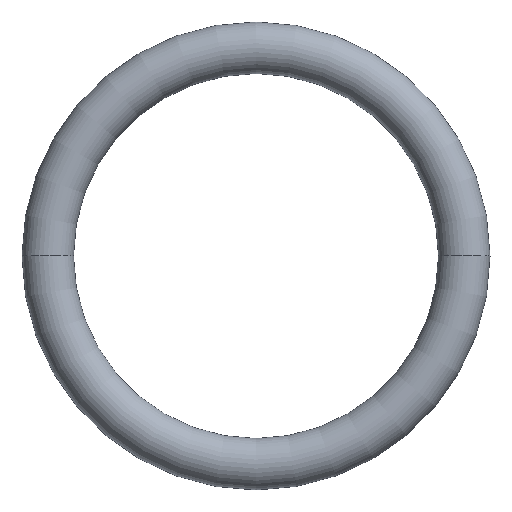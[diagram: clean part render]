
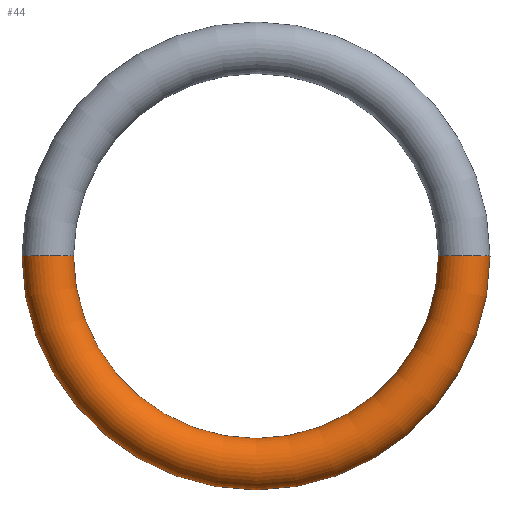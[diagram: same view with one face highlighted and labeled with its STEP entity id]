
A CAD part, top view. The second image highlights one B-rep face of the part: STEP entity #44.
In plain terms, the highlighted toroidal (fillet/blend) face has major radius 14.262 mm and minor radius 1.765 mm.
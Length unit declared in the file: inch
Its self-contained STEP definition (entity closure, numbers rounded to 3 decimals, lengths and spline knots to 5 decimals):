
#44 = ADVANCED_FACE ( 'NONE', ( #165 ), #187, .T. ) ;
#55 = EDGE_CURVE ( 'NONE', #137, #138, #192, .T. ) ;
#57 = AXIS2_PLACEMENT_3D ( 'NONE', #98, #130, #129 ) ;
#59 = EDGE_CURVE ( 'NONE', #139, #141, #163, .T. ) ;
#63 = AXIS2_PLACEMENT_3D ( 'NONE', #125, #124, #128 ) ;
#64 = EDGE_CURVE ( 'NONE', #138, #141, #164, .T. ) ;
#65 = AXIS2_PLACEMENT_3D ( 'NONE', #114, #103, #102 ) ;
#72 = AXIS2_PLACEMENT_3D ( 'NONE', #140, #127, #94 ) ;
#74 = AXIS2_PLACEMENT_3D ( 'NONE', #136, #135, #133 ) ;
#77 = EDGE_CURVE ( 'NONE', #137, #139, #194, .T. ) ;
#94 = DIRECTION ( 'NONE',  ( 1., 0., 0. ) ) ;
#98 = CARTESIAN_POINT ( 'NONE',  ( -0.5615, 0., 0. ) ) ;
#100 = CARTESIAN_POINT ( 'NONE',  ( 0.492, 0., 0. ) ) ;
#101 = CARTESIAN_POINT ( 'NONE',  ( 0.631, 0., 0. ) ) ;
#102 = DIRECTION ( 'NONE',  ( 1., 0., 0. ) ) ;
#103 = DIRECTION ( 'NONE',  ( 0., 0., 1. ) ) ;
#104 = CARTESIAN_POINT ( 'NONE',  ( -0.492, 0., 0. ) ) ;
#105 = CARTESIAN_POINT ( 'NONE',  ( -0.631, 0., 0. ) ) ;
#114 = CARTESIAN_POINT ( 'NONE',  ( 0., 0., 0. ) ) ;
#124 = DIRECTION ( 'NONE',  ( 0., 0., 1. ) ) ;
#125 = CARTESIAN_POINT ( 'NONE',  ( 0., 0., 0. ) ) ;
#127 = DIRECTION ( 'NONE',  ( 0., 0., 1. ) ) ;
#128 = DIRECTION ( 'NONE',  ( 1., 0., 0. ) ) ;
#129 = DIRECTION ( 'NONE',  ( -1., 0., 0. ) ) ;
#130 = DIRECTION ( 'NONE',  ( 0., 1., 0. ) ) ;
#133 = DIRECTION ( 'NONE',  ( 0., 0., -1. ) ) ;
#135 = DIRECTION ( 'NONE',  ( 0., -1., 0. ) ) ;
#136 = CARTESIAN_POINT ( 'NONE',  ( 0.5615, 0., 0. ) ) ;
#137 = VERTEX_POINT ( 'NONE', #105 ) ;
#138 = VERTEX_POINT ( 'NONE', #104 ) ;
#139 = VERTEX_POINT ( 'NONE', #101 ) ;
#140 = CARTESIAN_POINT ( 'NONE',  ( 0., 0., 0. ) ) ;
#141 = VERTEX_POINT ( 'NONE', #100 ) ;
#160 = ORIENTED_EDGE ( 'NONE', *, *, #64, .F. ) ;
#163 = CIRCLE ( 'NONE', #74, 0.0695 ) ;
#164 = CIRCLE ( 'NONE', #63, 0.492 ) ;
#165 = FACE_OUTER_BOUND ( 'NONE', #193, .T. ) ;
#167 = ORIENTED_EDGE ( 'NONE', *, *, #59, .T. ) ;
#183 = ORIENTED_EDGE ( 'NONE', *, *, #55, .F. ) ;
#187 = TOROIDAL_SURFACE ( 'NONE', #72, 0.5615, 0.0695 ) ;
#192 = CIRCLE ( 'NONE', #57, 0.0695 ) ;
#193 = EDGE_LOOP ( 'NONE', ( #183, #195, #167, #160 ) ) ;
#194 = CIRCLE ( 'NONE', #65, 0.631 ) ;
#195 = ORIENTED_EDGE ( 'NONE', *, *, #77, .T. ) ;
